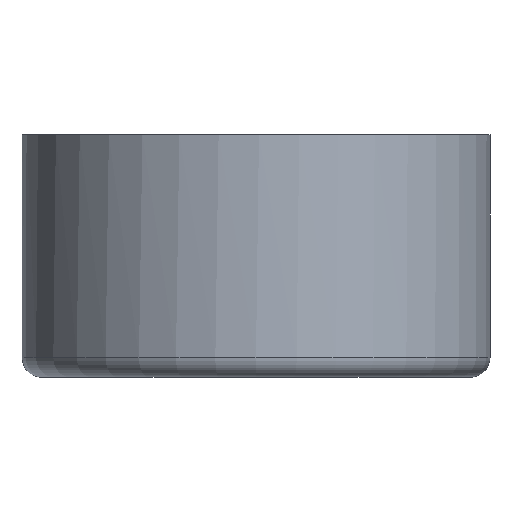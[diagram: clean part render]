
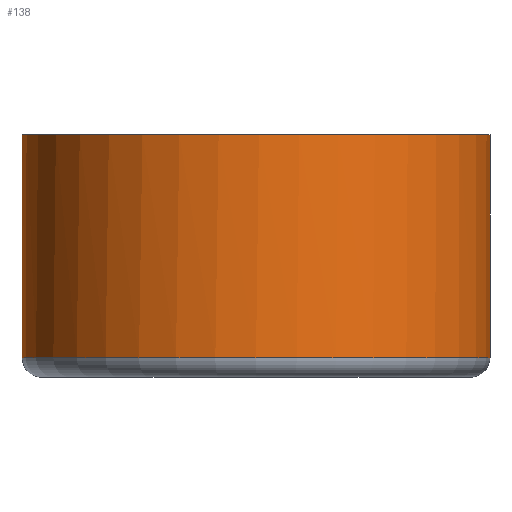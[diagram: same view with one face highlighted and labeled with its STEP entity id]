
A CAD part, front view. The second image highlights one B-rep face of the part: STEP entity #138.
In plain terms, the highlighted cylindrical face has radius 35.5 mm (diameter 71 mm), a full revolution.
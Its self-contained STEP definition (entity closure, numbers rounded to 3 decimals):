
#56=B_SPLINE_CURVE_WITH_KNOTS('',3,(#1212,#1213,#1214,#1215,#1216,#1217,
#1218,#1219,#1220,#1221),.UNSPECIFIED.,.F.,.F.,(4,2,2,2,4),(0.,0.25,0.5,
0.75,1.),.UNSPECIFIED.);
#84=CYLINDRICAL_SURFACE('',#901,35.5);
#138=ADVANCED_FACE('',(#226,#227),#84,.T.);
#226=FACE_BOUND('',#280,.T.);
#227=FACE_BOUND('',#281,.T.);
#280=EDGE_LOOP('',(#407));
#281=EDGE_LOOP('',(#408,#409,#410,#411));
#366=CIRCLE('',#899,35.5);
#367=CIRCLE('',#900,35.5);
#407=ORIENTED_EDGE('',*,*,#699,.F.);
#408=ORIENTED_EDGE('',*,*,#700,.F.);
#409=ORIENTED_EDGE('',*,*,#701,.F.);
#410=ORIENTED_EDGE('',*,*,#702,.T.);
#411=ORIENTED_EDGE('',*,*,#703,.T.);
#621=VERTEX_POINT('',#1208);
#622=VERTEX_POINT('',#1210);
#623=VERTEX_POINT('',#1211);
#624=VERTEX_POINT('',#1222);
#625=VERTEX_POINT('',#1224);
#699=EDGE_CURVE('',#621,#621,#366,.T.);
#700=EDGE_CURVE('',#622,#623,#802,.T.);
#701=EDGE_CURVE('',#624,#622,#56,.T.);
#702=EDGE_CURVE('',#624,#625,#803,.T.);
#703=EDGE_CURVE('',#625,#623,#367,.T.);
#802=LINE('',#1209,#847);
#803=LINE('',#1223,#848);
#847=VECTOR('',#998,1.);
#848=VECTOR('',#999,1.);
#899=AXIS2_PLACEMENT_3D('',#1207,#996,#997);
#900=AXIS2_PLACEMENT_3D('',#1225,#1000,#1001);
#901=AXIS2_PLACEMENT_3D('',#1226,#1002,#1003);
#996=DIRECTION('',(0.,0.,-1.));
#997=DIRECTION('',(1.,0.,0.));
#998=DIRECTION('',(0.,0.,1.));
#999=DIRECTION('',(0.,0.,1.));
#1000=DIRECTION('',(0.,0.,-1.));
#1001=DIRECTION('',(1.,0.,0.));
#1002=DIRECTION('',(0.,0.,1.));
#1003=DIRECTION('',(1.,0.,0.));
#1207=CARTESIAN_POINT('',(0.,0.,3.));
#1208=CARTESIAN_POINT('',(35.5,0.,3.));
#1209=CARTESIAN_POINT('',(-13.3,32.914,22.5));
#1210=CARTESIAN_POINT('',(-13.3,32.914,22.5));
#1211=CARTESIAN_POINT('',(-13.3,32.914,36.8));
#1212=CARTESIAN_POINT('',(13.3,32.914,22.5));
#1213=CARTESIAN_POINT('',(13.3,32.914,18.992));
#1214=CARTESIAN_POINT('',(11.842,33.561,15.537));
#1215=CARTESIAN_POINT('',(6.985,34.897,10.671));
#1216=CARTESIAN_POINT('',(3.554,35.5,9.201));
#1217=CARTESIAN_POINT('',(-3.547,35.5,9.199));
#1218=CARTESIAN_POINT('',(-6.962,34.903,10.654));
#1219=CARTESIAN_POINT('',(-11.844,33.562,15.534));
#1220=CARTESIAN_POINT('',(-13.3,32.914,18.992));
#1221=CARTESIAN_POINT('',(-13.3,32.914,22.5));
#1222=CARTESIAN_POINT('',(13.3,32.914,22.5));
#1223=CARTESIAN_POINT('',(13.3,32.914,22.5));
#1224=CARTESIAN_POINT('',(13.3,32.914,36.8));
#1225=CARTESIAN_POINT('',(0.,0.,36.8));
#1226=CARTESIAN_POINT('',(0.,0.,0.));
